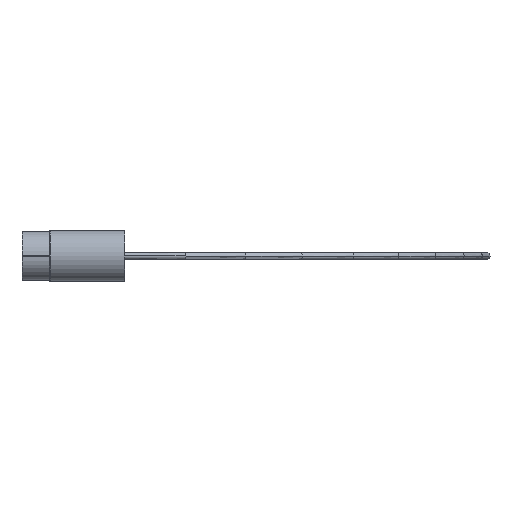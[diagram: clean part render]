
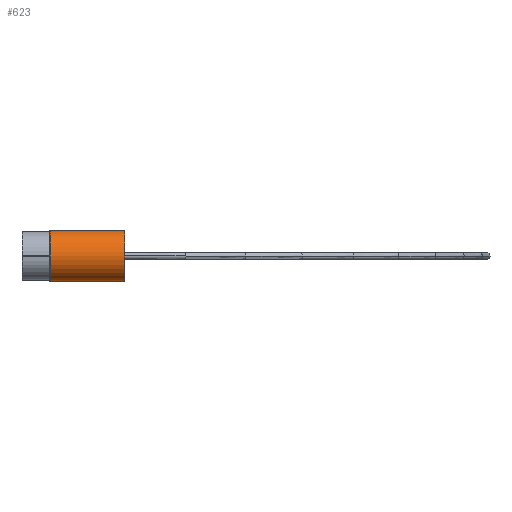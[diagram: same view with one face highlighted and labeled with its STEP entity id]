
A CAD part, left-side view. The second image highlights one B-rep face of the part: STEP entity #623.
In plain terms, the highlighted cylindrical face has radius 9.525 mm (diameter 19.05 mm), a partial arc.
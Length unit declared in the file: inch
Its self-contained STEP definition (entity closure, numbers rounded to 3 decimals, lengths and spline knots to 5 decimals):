
#46 = AXIS2_PLACEMENT_3D ( 'NONE', #706, #707, #805 ) ;
#50 = EDGE_CURVE ( 'NONE', #294, #321, #503, .T. ) ;
#51 = EDGE_CURVE ( 'NONE', #304, #294, #502, .T. ) ;
#52 = EDGE_CURVE ( 'NONE', #323, #321, #499, .T. ) ;
#60 = EDGE_CURVE ( 'NONE', #304, #323, #497, .T. ) ;
#126 = AXIS2_PLACEMENT_3D ( 'NONE', #1125, #1121, #1165 ) ;
#127 = AXIS2_PLACEMENT_3D ( 'NONE', #1142, #1143, #1126 ) ;
#164 = ORIENTED_EDGE ( 'NONE', *, *, #60, .F. ) ;
#217 = EDGE_LOOP ( 'NONE', ( #164, #542, #540, #530 ) ) ;
#294 = VERTEX_POINT ( 'NONE', #911 ) ;
#304 = VERTEX_POINT ( 'NONE', #910 ) ;
#321 = VERTEX_POINT ( 'NONE', #1065 ) ;
#323 = VERTEX_POINT ( 'NONE', #1062 ) ;
#492 = VECTOR ( 'NONE', #699, 39.37008 ) ;
#497 = LINE ( 'NONE', #1147, #492 ) ;
#499 = CIRCLE ( 'NONE', #126, 0.375 ) ;
#500 = VECTOR ( 'NONE', #1110, 39.37008 ) ;
#502 = CIRCLE ( 'NONE', #127, 0.375 ) ;
#503 = LINE ( 'NONE', #1154, #500 ) ;
#530 = ORIENTED_EDGE ( 'NONE', *, *, #52, .F. ) ;
#540 = ORIENTED_EDGE ( 'NONE', *, *, #50, .T. ) ;
#542 = ORIENTED_EDGE ( 'NONE', *, *, #51, .T. ) ;
#623 = ADVANCED_FACE ( 'NONE', ( #1217 ), #1209, .T. ) ;
#699 = DIRECTION ( 'NONE',  ( 0., -1., 0. ) ) ;
#706 = CARTESIAN_POINT ( 'NONE',  ( 0., 0., 0. ) ) ;
#707 = DIRECTION ( 'NONE',  ( 0., -1., 0. ) ) ;
#805 = DIRECTION ( 'NONE',  ( 0., 0., -1. ) ) ;
#910 = CARTESIAN_POINT ( 'NONE',  ( 0., 1.09, 0.375 ) ) ;
#911 = CARTESIAN_POINT ( 'NONE',  ( 0., 1.09, -0.375 ) ) ;
#1062 = CARTESIAN_POINT ( 'NONE',  ( 0., 0., 0.375 ) ) ;
#1065 = CARTESIAN_POINT ( 'NONE',  ( 0., 0., -0.375 ) ) ;
#1110 = DIRECTION ( 'NONE',  ( 0., -1., 0. ) ) ;
#1121 = DIRECTION ( 'NONE',  ( 0., -1., 0. ) ) ;
#1125 = CARTESIAN_POINT ( 'NONE',  ( 0., 0., 0. ) ) ;
#1126 = DIRECTION ( 'NONE',  ( 0., 0., 1. ) ) ;
#1142 = CARTESIAN_POINT ( 'NONE',  ( 0., 1.09, 0. ) ) ;
#1143 = DIRECTION ( 'NONE',  ( 0., -1., 0. ) ) ;
#1147 = CARTESIAN_POINT ( 'NONE',  ( 0., 0., 0.375 ) ) ;
#1154 = CARTESIAN_POINT ( 'NONE',  ( 0., 0., -0.375 ) ) ;
#1165 = DIRECTION ( 'NONE',  ( 0., 0., -1. ) ) ;
#1209 = CYLINDRICAL_SURFACE ( 'NONE', #46, 0.375 ) ;
#1217 = FACE_OUTER_BOUND ( 'NONE', #217, .T. ) ;
